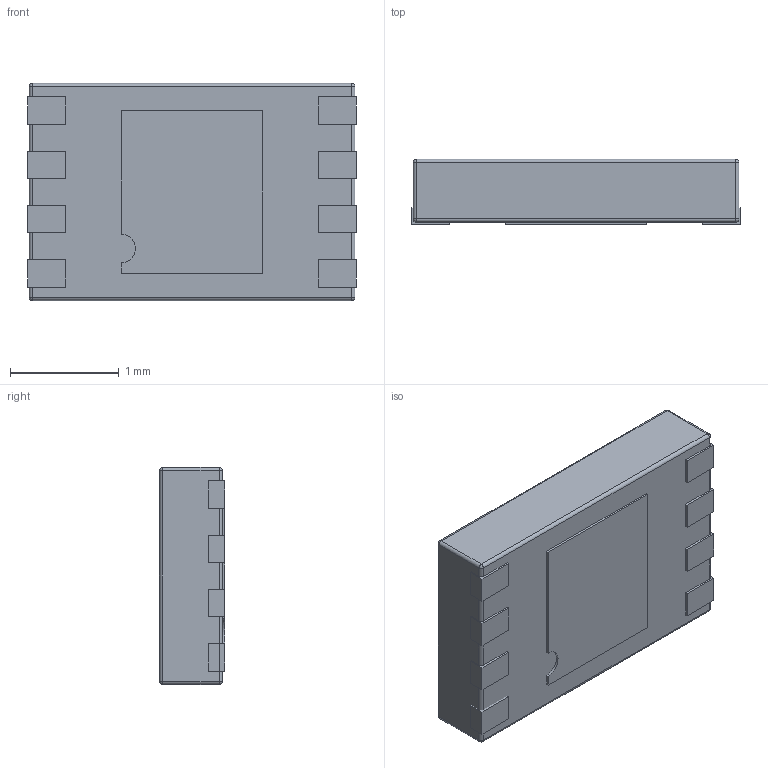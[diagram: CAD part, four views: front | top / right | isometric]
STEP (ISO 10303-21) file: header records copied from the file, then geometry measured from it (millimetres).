
FILE_DESCRIPTION (( 'STEP AP214' ), '1' );
FILE_NAME ('User Library-8MA2.STEP', '2014-10-25T14:10:06', ( 'Windows User' ), ( '' ), 'SwSTEP 2.0', 'SolidWorks 2014', '' );
FILE_SCHEMA (( 'AUTOMOTIVE_DESIGN' ));
Length unit declared in the file: millimetre
Products named in the file (1): User Library-8MA2
Bounding box: 3.02 x 0.6 x 2 mm (x, y, z)
Volume: 3.5 mm3; surface area: 18.3 mm2
Topology: 2 solids, 2 shells, 93 faces, 243 edges, 148 vertices
Faces by surface type: plane 61, cylinder 20, sphere 8, torus 4
Entity records: 3817 total; most frequent: CARTESIAN_POINT 477, DIRECTION 473, ORIENTED_EDGE 470, EDGE_CURVE 235, VECTOR 185, LINE 185, VERTEX_POINT 148, AXIS2_PLACEMENT_3D 144
